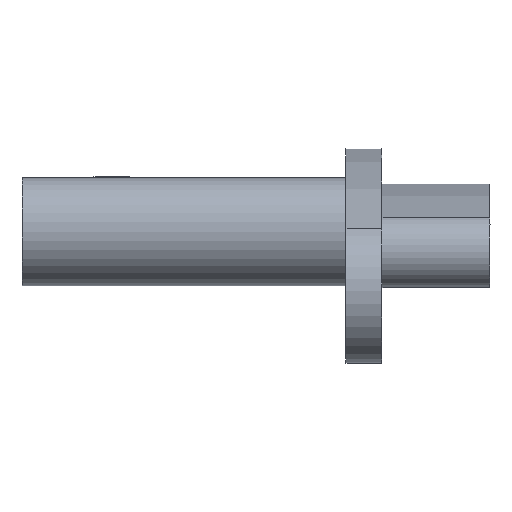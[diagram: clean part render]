
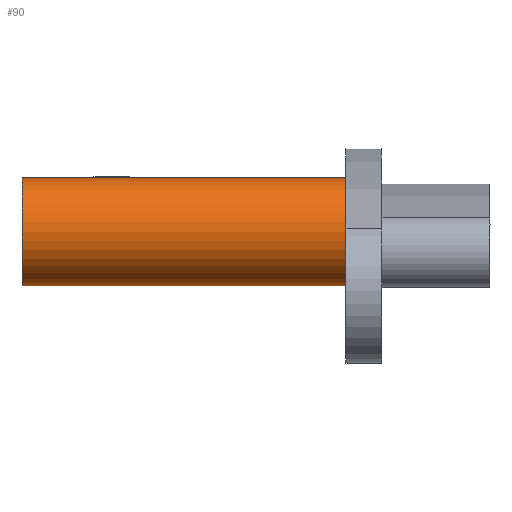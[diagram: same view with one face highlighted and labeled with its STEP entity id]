
A CAD part, left-side view. The second image highlights one B-rep face of the part: STEP entity #90.
In plain terms, the highlighted cylindrical face has radius 1.545 mm (diameter 3.09 mm), a full revolution.
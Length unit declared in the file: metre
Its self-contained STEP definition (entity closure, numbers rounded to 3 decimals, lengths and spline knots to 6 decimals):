
#90 = ADVANCED_FACE( '', ( #204, #205 ), #206, .T. );
#204 = FACE_OUTER_BOUND( '', #333, .T. );
#205 = FACE_OUTER_BOUND( '', #334, .T. );
#206 = CYLINDRICAL_SURFACE( '', #335, 0.001545 );
#333 = EDGE_LOOP( '', ( #523 ) );
#334 = EDGE_LOOP( '', ( #524 ) );
#335 = AXIS2_PLACEMENT_3D( '', #525, #526, #527 );
#523 = ORIENTED_EDGE( '', *, *, #652, .T. );
#524 = ORIENTED_EDGE( '', *, *, #639, .F. );
#525 = CARTESIAN_POINT( '', ( -0.003344, 0.00927, 0.015084 ) );
#526 = DIRECTION( '', ( 0., 1., 0. ) );
#527 = DIRECTION( '', ( 0., 0., 1. ) );
#639 = EDGE_CURVE( '', #739, #739, #740, .T. );
#652 = EDGE_CURVE( '', #761, #761, #762, .T. );
#739 = VERTEX_POINT( '', #864 );
#740 = CIRCLE( '', #865, 0.001545 );
#761 = VERTEX_POINT( '', #886 );
#762 = CIRCLE( '', #887, 0.001545 );
#864 = CARTESIAN_POINT( '', ( -0.003344, 0., 0.013539 ) );
#865 = AXIS2_PLACEMENT_3D( '', #1030, #1031, #1032 );
#886 = CARTESIAN_POINT( '', ( -0.003344, 0.00927, 0.013539 ) );
#887 = AXIS2_PLACEMENT_3D( '', #1057, #1058, #1059 );
#1030 = CARTESIAN_POINT( '', ( -0.003344, 0., 0.015084 ) );
#1031 = DIRECTION( '', ( 0., -1., 0. ) );
#1032 = DIRECTION( '', ( 0., 0., -1. ) );
#1057 = CARTESIAN_POINT( '', ( -0.003344, 0.00927, 0.015084 ) );
#1058 = DIRECTION( '', ( 0., -1., 0. ) );
#1059 = DIRECTION( '', ( 0., 0., -1. ) );
